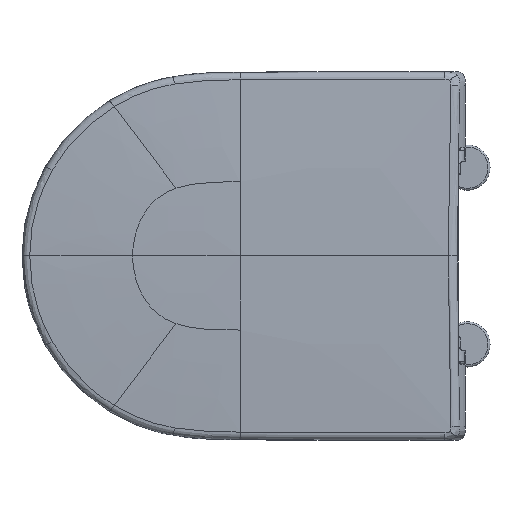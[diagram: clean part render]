
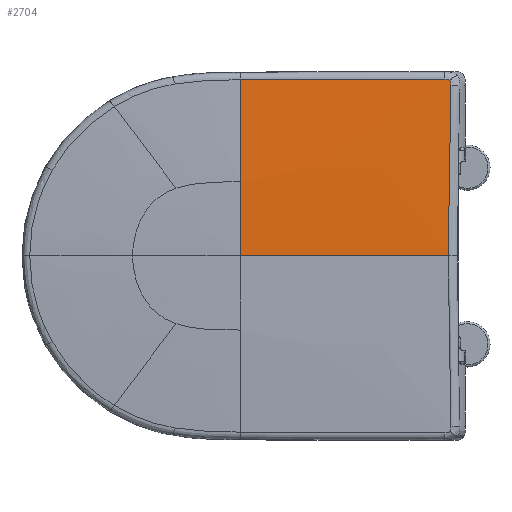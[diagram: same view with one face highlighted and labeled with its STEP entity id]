
A CAD part, top view. The second image highlights one B-rep face of the part: STEP entity #2704.
In plain terms, the highlighted free-form (B-spline) face has degree [3, 2] with [4, 3] control points.
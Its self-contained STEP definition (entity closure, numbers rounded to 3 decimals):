
#465=B_SPLINE_SURFACE_WITH_KNOTS('',3,2,((#41602,#41603,#41604),(#41605,
#41606,#41607),(#41608,#41609,#41610),(#41611,#41612,#41613)),
 .UNSPECIFIED.,.F.,.F.,.F.,(4,4),(3,3),(0.,1.),(0.,1.),.UNSPECIFIED.);
#1143=(
BOUNDED_CURVE()
B_SPLINE_CURVE(3,(#40266,#40267,#40268,#40269,#40270,#40271,#40272,#40273,
#40274,#40275,#40276,#40277,#40278,#40279,#40280,#40281,#40282,#40283,#40284,
#40285),.UNSPECIFIED.,.F.,.F.)
B_SPLINE_CURVE_WITH_KNOTS((4,1,2,1,3,3,3,3,4),(0.,0.191,0.212,
0.215,0.242,0.485,0.727,
0.99,1.),.UNSPECIFIED.)
CURVE()
GEOMETRIC_REPRESENTATION_ITEM()
RATIONAL_B_SPLINE_CURVE((1.,1.,1.,1.,1.,1.001,1.001,
1.,1.01,1.01,1.,0.999,0.999,
1.,0.996,0.996,1.,1.,1.,
1.))
REPRESENTATION_ITEM('')
);
#1151=(
BOUNDED_CURVE()
B_SPLINE_CURVE(2,(#40964,#40965,#40966),.UNSPECIFIED.,.F.,.F.)
B_SPLINE_CURVE_WITH_KNOTS((3,3),(0.,1.),.UNSPECIFIED.)
CURVE()
GEOMETRIC_REPRESENTATION_ITEM()
RATIONAL_B_SPLINE_CURVE((1.,1.,1.))
REPRESENTATION_ITEM('')
);
#1162=(
BOUNDED_CURVE()
B_SPLINE_CURVE(3,(#41333,#41334,#41335,#41336,#41337,#41338,#41339,#41340,
#41341,#41342,#41343,#41344,#41345,#41346,#41347,#41348,#41349,#41350,#41351),
 .UNSPECIFIED.,.F.,.F.)
B_SPLINE_CURVE_WITH_KNOTS((4,3,3,3,3,3,4),(0.,0.232,0.495,
0.737,0.783,0.829,1.),.UNSPECIFIED.)
CURVE()
GEOMETRIC_REPRESENTATION_ITEM()
RATIONAL_B_SPLINE_CURVE((1.,0.996,0.997,
1.,0.999,0.999,1.,1.008,1.008,
1.,1.002,1.002,1.,1.,1.,1.,1.136,1.136,
1.))
REPRESENTATION_ITEM('')
);
#1164=(
BOUNDED_CURVE()
B_SPLINE_CURVE(3,(#41598,#41599,#41600,#41601),.UNSPECIFIED.,.F.,.F.)
B_SPLINE_CURVE_WITH_KNOTS((4,4),(0.,1.),.UNSPECIFIED.)
CURVE()
GEOMETRIC_REPRESENTATION_ITEM()
RATIONAL_B_SPLINE_CURVE((1.,1.,1.,1.))
REPRESENTATION_ITEM('')
);
#1993=FACE_OUTER_BOUND('',#4298,.T.);
#2704=ADVANCED_FACE('trim region',(#1993),#465,.F.);
#3457=B_SPLINE_CURVE_WITH_KNOTS('',5,(#40450,#40451,#40452,#40453,#40454,
#40455),.UNSPECIFIED.,.F.,.F.,(6,6),(0.,1.),.UNSPECIFIED.);
#3482=B_SPLINE_CURVE_WITH_KNOTS('',3,(#41170,#41171,#41172,#41173),
 .UNSPECIFIED.,.F.,.F.,(4,4),(0.,1.),.UNSPECIFIED.);
#3488=B_SPLINE_CURVE_WITH_KNOTS('',5,(#41453,#41454,#41455,#41456,#41457,
#41458),.UNSPECIFIED.,.F.,.F.,(6,6),(0.,1.),.UNSPECIFIED.);
#4298=EDGE_LOOP('',(#6912,#6913,#6914,#6915,#6916,#6917,#6918));
#6912=ORIENTED_EDGE('',*,*,#9707,.F.);
#6913=ORIENTED_EDGE('',*,*,#9702,.F.);
#6914=ORIENTED_EDGE('',*,*,#9654,.F.);
#6915=ORIENTED_EDGE('',*,*,#9658,.F.);
#6916=ORIENTED_EDGE('',*,*,#9693,.F.);
#6917=ORIENTED_EDGE('',*,*,#9677,.F.);
#6918=ORIENTED_EDGE('',*,*,#9711,.F.);
#8276=VERTEX_POINT('',#40265);
#8277=VERTEX_POINT('',#40286);
#8279=VERTEX_POINT('',#40449);
#8291=VERTEX_POINT('',#40963);
#8292=VERTEX_POINT('',#40967);
#8300=VERTEX_POINT('',#41352);
#8301=VERTEX_POINT('',#41442);
#9654=EDGE_CURVE('Edge Curve',#8276,#8277,#1143,.T.);
#9658=EDGE_CURVE('Edge Curve',#8279,#8276,#3457,.T.);
#9677=EDGE_CURVE('Edge Curve',#8291,#8292,#1151,.T.);
#9693=EDGE_CURVE('Edge Curve',#8292,#8279,#3482,.T.);
#9702=EDGE_CURVE('Edge Curve',#8277,#8300,#1162,.T.);
#9707=EDGE_CURVE('Edge Curve',#8300,#8301,#3488,.T.);
#9711=EDGE_CURVE('Edge Curve',#8301,#8291,#1164,.T.);
#40265=CARTESIAN_POINT('',(-9.875,180.053,17.795));
#40266=CARTESIAN_POINT('',(-9.875,180.053,17.795));
#40267=CARTESIAN_POINT('',(-9.493,180.052,17.794));
#40268=CARTESIAN_POINT('',(-9.07,180.051,17.794));
#40269=CARTESIAN_POINT('',(-8.646,180.033,17.794));
#40270=CARTESIAN_POINT('',(-8.598,180.031,17.794));
#40271=CARTESIAN_POINT('',(-8.536,180.028,17.794));
#40272=CARTESIAN_POINT('',(-8.476,180.025,17.794));
#40273=CARTESIAN_POINT('',(-8.423,180.022,17.794));
#40274=CARTESIAN_POINT('',(-7.932,179.992,17.795));
#40275=CARTESIAN_POINT('',(-7.502,179.934,17.797));
#40276=CARTESIAN_POINT('',(-7.119,179.848,17.8));
#40277=CARTESIAN_POINT('',(-6.703,179.754,17.804));
#40278=CARTESIAN_POINT('',(-6.325,179.622,17.809));
#40279=CARTESIAN_POINT('',(-5.986,179.453,17.815));
#40280=CARTESIAN_POINT('',(-5.61,179.264,17.823));
#40281=CARTESIAN_POINT('',(-5.278,179.027,17.833));
#40282=CARTESIAN_POINT('',(-4.993,178.745,17.844));
#40283=CARTESIAN_POINT('',(-4.982,178.734,17.844));
#40284=CARTESIAN_POINT('',(-4.972,178.723,17.845));
#40285=CARTESIAN_POINT('',(-4.961,178.712,17.845));
#40286=CARTESIAN_POINT('',(-4.961,178.712,17.845));
#40449=CARTESIAN_POINT('',(-218.589,179.586,17.922));
#40450=CARTESIAN_POINT('',(-218.589,179.586,17.922));
#40451=CARTESIAN_POINT('',(-176.847,179.885,17.931));
#40452=CARTESIAN_POINT('',(-135.104,180.078,17.915));
#40453=CARTESIAN_POINT('',(-93.361,180.168,17.884));
#40454=CARTESIAN_POINT('',(-51.618,180.158,17.842));
#40455=CARTESIAN_POINT('',(-9.875,180.053,17.795));
#40963=CARTESIAN_POINT('',(-218.605,0.,23.417));
#40964=CARTESIAN_POINT('',(-218.605,0.,23.417));
#40965=CARTESIAN_POINT('',(-218.605,37.803,23.417));
#40966=CARTESIAN_POINT('',(-218.602,75.551,22.446));
#40967=CARTESIAN_POINT('',(-218.602,75.551,22.446));
#41170=CARTESIAN_POINT('',(-218.602,75.551,22.446));
#41171=CARTESIAN_POINT('',(-218.599,111.566,21.52));
#41172=CARTESIAN_POINT('',(-218.595,146.245,19.965));
#41173=CARTESIAN_POINT('',(-218.589,179.586,17.922));
#41333=CARTESIAN_POINT('',(-4.961,178.712,17.845));
#41334=CARTESIAN_POINT('',(-4.712,178.458,17.856));
#41335=CARTESIAN_POINT('',(-4.501,178.168,17.867));
#41336=CARTESIAN_POINT('',(-4.329,177.845,17.881));
#41337=CARTESIAN_POINT('',(-4.139,177.488,17.895));
#41338=CARTESIAN_POINT('',(-3.996,177.087,17.912));
#41339=CARTESIAN_POINT('',(-3.9,176.643,17.93));
#41340=CARTESIAN_POINT('',(-3.818,176.264,17.945));
#41341=CARTESIAN_POINT('',(-3.768,175.841,17.963));
#41342=CARTESIAN_POINT('',(-3.748,175.362,17.982));
#41343=CARTESIAN_POINT('',(-3.744,175.278,17.986));
#41344=CARTESIAN_POINT('',(-3.742,175.191,17.989));
#41345=CARTESIAN_POINT('',(-3.74,175.1,17.993));
#41346=CARTESIAN_POINT('',(-3.739,175.013,17.997));
#41347=CARTESIAN_POINT('',(-3.738,174.926,18.));
#41348=CARTESIAN_POINT('',(-3.738,174.839,18.004));
#41349=CARTESIAN_POINT('',(-3.737,174.59,18.014));
#41350=CARTESIAN_POINT('',(-3.743,174.289,18.026));
#41351=CARTESIAN_POINT('',(-3.756,173.812,18.046));
#41352=CARTESIAN_POINT('',(-3.756,173.812,18.046));
#41442=CARTESIAN_POINT('',(-6.493,0.,21.642));
#41453=CARTESIAN_POINT('',(-3.756,173.812,18.046));
#41454=CARTESIAN_POINT('',(-4.741,139.077,19.462));
#41455=CARTESIAN_POINT('',(-5.579,104.324,20.544));
#41456=CARTESIAN_POINT('',(-6.185,69.556,21.275));
#41457=CARTESIAN_POINT('',(-6.493,34.778,21.642));
#41458=CARTESIAN_POINT('',(-6.493,0.,21.642));
#41598=CARTESIAN_POINT('',(-6.493,0.,21.642));
#41599=CARTESIAN_POINT('',(-80.751,0.,22.752));
#41600=CARTESIAN_POINT('',(-149.442,0.,23.654));
#41601=CARTESIAN_POINT('',(-218.605,0.,23.417));
#41602=CARTESIAN_POINT('',(-2.259,0.,21.579));
#41603=CARTESIAN_POINT('',(-2.259,90.136,21.579));
#41604=CARTESIAN_POINT('',(-2.441,181.164,17.739));
#41605=CARTESIAN_POINT('',(-78.144,0.,22.717));
#41606=CARTESIAN_POINT('',(-78.144,90.171,22.717));
#41607=CARTESIAN_POINT('',(-74.726,181.319,17.81));
#41608=CARTESIAN_POINT('',(-148.13,0.,23.658));
#41609=CARTESIAN_POINT('',(-148.13,90.294,23.658));
#41610=CARTESIAN_POINT('',(-146.642,181.166,17.869));
#41611=CARTESIAN_POINT('',(-218.605,0.,23.417));
#41612=CARTESIAN_POINT('',(-218.605,90.507,23.417));
#41613=CARTESIAN_POINT('',(-218.589,180.703,17.854));
